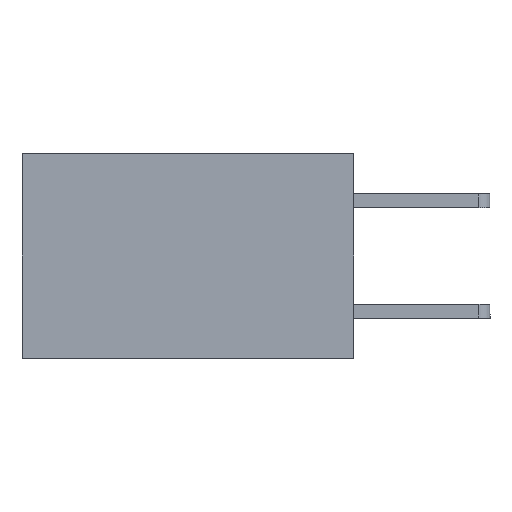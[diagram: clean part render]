
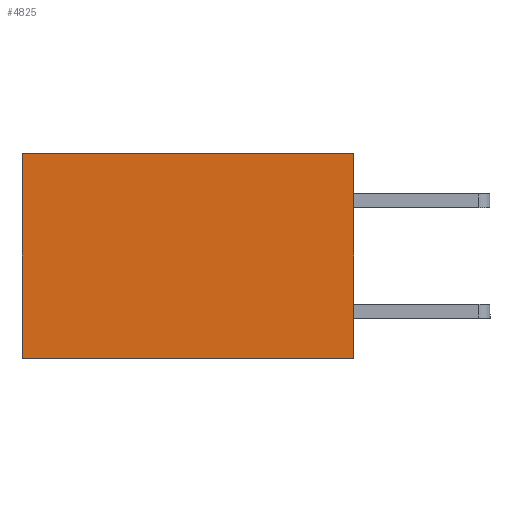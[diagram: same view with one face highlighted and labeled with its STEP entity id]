
A CAD part, left-side view. The second image highlights one B-rep face of the part: STEP entity #4825.
In plain terms, the highlighted planar face has unit normal (-1, 0, 0).
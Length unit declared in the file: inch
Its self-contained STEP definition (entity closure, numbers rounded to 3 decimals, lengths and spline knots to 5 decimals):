
#202 = EDGE_LOOP ( 'NONE', ( #8923, #8914, #8968, #8974 ) ) ;
#945 = EDGE_CURVE ( 'NONE', #997, #7188, #7321, .T. ) ;
#997 = VERTEX_POINT ( 'NONE', #1371 ) ;
#1064 = CARTESIAN_POINT ( 'NONE',  ( 0.2875, 0.6, 0. ) ) ;
#1152 = VECTOR ( 'NONE', #6288, 39.37008 ) ;
#1164 = DIRECTION ( 'NONE',  ( 0., 1., 0. ) ) ;
#1182 = EDGE_CURVE ( 'NONE', #4979, #997, #7420, .T. ) ;
#1252 = CARTESIAN_POINT ( 'NONE',  ( 0.2875, 0., 0. ) ) ;
#1266 = CARTESIAN_POINT ( 'NONE',  ( 0.2875, 0., 0. ) ) ;
#1371 = CARTESIAN_POINT ( 'NONE',  ( 0.2875, 0., -0.37 ) ) ;
#1526 = VECTOR ( 'NONE', #7239, 39.37008 ) ;
#2043 = CARTESIAN_POINT ( 'NONE',  ( 0.2875, 0., 0. ) ) ;
#3123 = DIRECTION ( 'NONE',  ( 0., 0., -1. ) ) ;
#3124 = DIRECTION ( 'NONE',  ( 1., 0., 0. ) ) ;
#3146 = PLANE ( 'NONE',  #8367 ) ;
#3167 = CARTESIAN_POINT ( 'NONE',  ( 0.2875, 0., 0. ) ) ;
#3891 = EDGE_CURVE ( 'NONE', #4979, #4248, #8462, .T. ) ;
#4248 = VERTEX_POINT ( 'NONE', #1064 ) ;
#4825 = ADVANCED_FACE ( 'NONE', ( #5114 ), #3146, .F. ) ;
#4903 = VECTOR ( 'NONE', #1164, 39.37008 ) ;
#4928 = DIRECTION ( 'NONE',  ( 0., 0., -1. ) ) ;
#4979 = VERTEX_POINT ( 'NONE', #1252 ) ;
#5114 = FACE_OUTER_BOUND ( 'NONE', #202, .T. ) ;
#6288 = DIRECTION ( 'NONE',  ( 0., 0., -1. ) ) ;
#7188 = VERTEX_POINT ( 'NONE', #9134 ) ;
#7239 = DIRECTION ( 'NONE',  ( 0., 1., 0. ) ) ;
#7321 = LINE ( 'NONE', #8302, #1526 ) ;
#7420 = LINE ( 'NONE', #2043, #8936 ) ;
#7754 = EDGE_CURVE ( 'NONE', #4248, #7188, #8703, .T. ) ;
#8302 = CARTESIAN_POINT ( 'NONE',  ( 0.2875, 0., -0.37 ) ) ;
#8367 = AXIS2_PLACEMENT_3D ( 'NONE', #3167, #3124, #3123 ) ;
#8462 = LINE ( 'NONE', #1266, #4903 ) ;
#8703 = LINE ( 'NONE', #8933, #1152 ) ;
#8914 = ORIENTED_EDGE ( 'NONE', *, *, #945, .F. ) ;
#8923 = ORIENTED_EDGE ( 'NONE', *, *, #7754, .T. ) ;
#8933 = CARTESIAN_POINT ( 'NONE',  ( 0.2875, 0.6, 0. ) ) ;
#8936 = VECTOR ( 'NONE', #4928, 39.37008 ) ;
#8968 = ORIENTED_EDGE ( 'NONE', *, *, #1182, .F. ) ;
#8974 = ORIENTED_EDGE ( 'NONE', *, *, #3891, .T. ) ;
#9134 = CARTESIAN_POINT ( 'NONE',  ( 0.2875, 0.6, -0.37 ) ) ;
